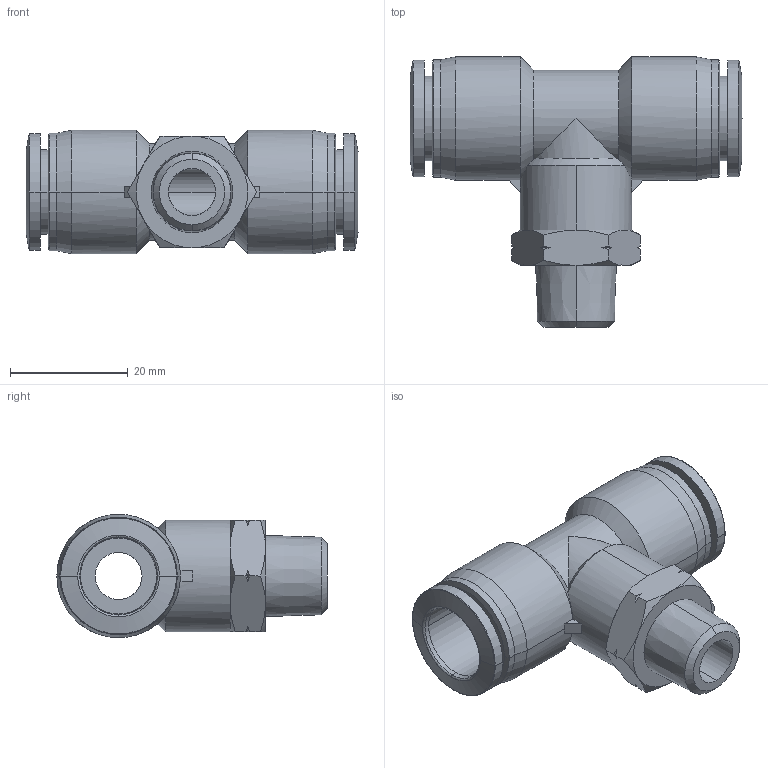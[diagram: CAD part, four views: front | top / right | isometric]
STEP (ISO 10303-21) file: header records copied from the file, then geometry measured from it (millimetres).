
FILE_DESCRIPTION (( 'STEP AP214' ), '1' );
FILE_NAME ('MBT12-14N.step', '2016-02-24T20:39:24', ( '' ), ( '' ), 'SwSTEP 2.0', 'SolidWorks 2015', '' );
FILE_SCHEMA (( 'AUTOMOTIVE_DESIGN' ));
Length unit declared in the file: inch
Products named in the file (1): MBT12-14N
Bounding box: 56.5 x 46 x 21 mm (x, y, z)
Volume: 14862.6 mm3; surface area: 8977.1 mm2
Topology: 1 solids, 1 shells, 109 faces, 274 edges, 171 vertices
Faces by surface type: cone 50, cylinder 31, plane 20, bspline 8
Entity records: 4954 total; most frequent: CARTESIAN_POINT 977, ORIENTED_EDGE 548, DIRECTION 521, EDGE_CURVE 274, AXIS2_PLACEMENT_3D 223, VERTEX_POINT 171, CIRCLE 121, EDGE_LOOP 117
